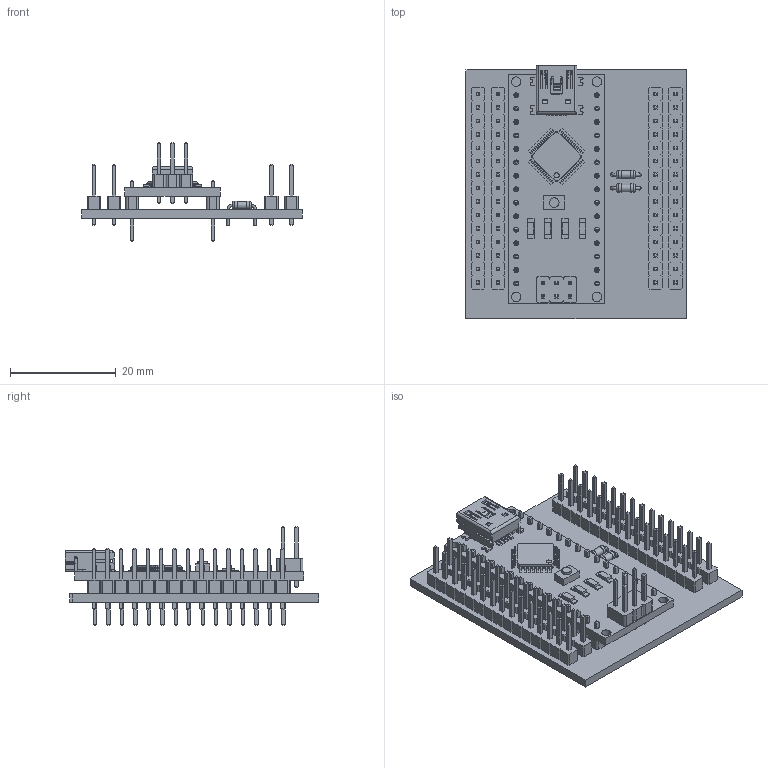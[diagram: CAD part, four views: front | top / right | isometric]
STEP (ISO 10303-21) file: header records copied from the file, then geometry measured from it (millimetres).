
FILE_DESCRIPTION(('KiCad electronic assembly'),'2;1');
FILE_NAME('pcb_robo_isa.step','2024-03-10T21:12:42',('Pcbnew'),('Kicad') ,'Open CASCADE STEP processor 7.7','KiCad to STEP converter','Unknown' );
FILE_SCHEMA(('AUTOMOTIVE_DESIGN { 1 0 10303 214 1 1 1 1 }'));
Length unit declared in the file: millimetre
Products named in the file (8): pcb_robo_isa 1; PinHeader_1x15_P2.54mm_Vertical; PinHeader_1x15_P254mm_Vertical; ARDUINO_NANO; ARDUINO NANO 3.0; R_Axial_DIN0204_L3.6mm_D1.6mm_P5.08mm_Horizontal; R_Axial_DIN0204_L36mm_D16mm_P508mm_Horizontal; _autosave-pcb_robo_isa_PCB
Assembly tree (11 placements, depth 3):
  pcb_robo_isa 1
    PinHeader_1x15_P2.54mm_Vertical  x4
      PinHeader_1x15_P254mm_Vertical
    ARDUINO_NANO
      ARDUINO NANO 3.0
    R_Axial_DIN0204_L3.6mm_D1.6mm_P5.08mm_Horizontal  x2
      R_Axial_DIN0204_L36mm_D16mm_P508mm_Horizontal
    _autosave-pcb_robo_isa_PCB
Bounding box: 41.66 x 47.82 x 18.6 mm (x, y, z)
Volume: 6336.3 mm3; surface area: 12607.5 mm2
Topology: 94 solids, 94 shells, 3425 faces, 8553 edges, 5438 vertices
Faces by surface type: plane 2872, cylinder 545, torus 8
Full cylindrical faces by diameter (mm): 0.5 x4, 0.7 x4, 1 x90, 1.44 x2, 1.6 x4
Entity records: 85995 total; most frequent: CARTESIAN_POINT 12238, ORIENTED_EDGE 11804, DIRECTION 11644, EDGE_CURVE 5902, LINE 4812, VECTOR 4812, VERTEX_POINT 3792, AXIS2_PLACEMENT_3D 3416
